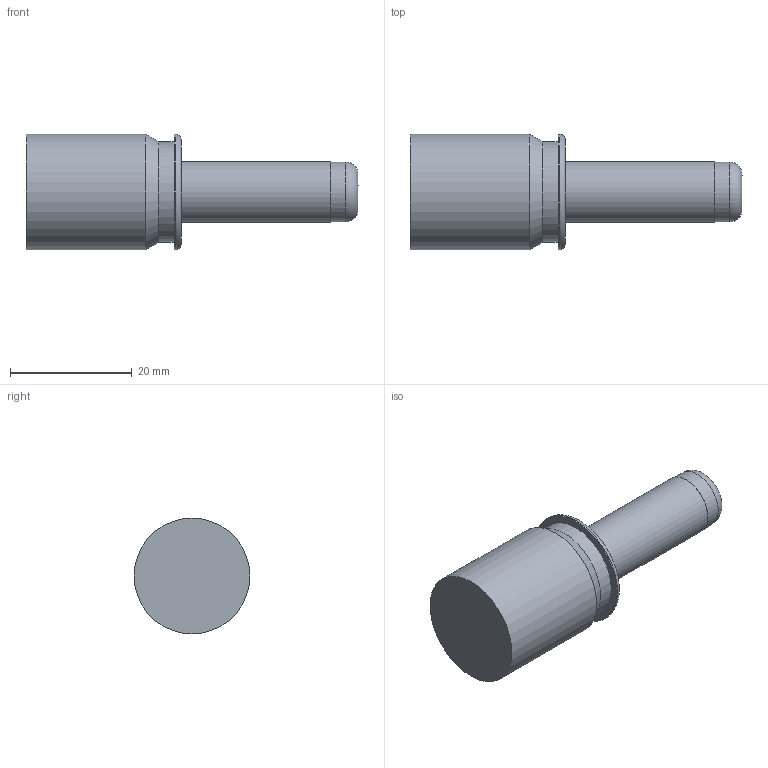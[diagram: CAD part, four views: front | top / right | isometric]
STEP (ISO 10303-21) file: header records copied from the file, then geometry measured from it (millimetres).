
FILE_DESCRIPTION(/* description */ (''),/* implementation_level */ '2;1');
FILE_NAME(/* name */ 'n 01 100 6003 001.stp',/* time_stamp */ '2017-09-13T10:26:14+02:00',/* author */ (''),/* organization */ (''),/* preprocessor_version */ 'ST-DEVELOPER v15',/* originating_system */ 'SIEMENS PLM Software NX 9.0',/* authorisation */ '');
FILE_SCHEMA (('CONFIG_CONTROL_DESIGN'));
Length unit declared in the file: millimetre
Products named in the file (1): n 01 100 6003 001nxm001-05
Bounding box: 54.5 x 19 x 19 mm (x, y, z)
Volume: 8340.4 mm3; surface area: 3573.6 mm2
Topology: 1 solids, 1 shells, 14 faces, 27 edges, 17 vertices
Faces by surface type: cylinder 6, plane 4, cone 2, bspline 1, torus 1
Full cylindrical faces by diameter (mm): 6 x1, 9.8 x1, 10 x1, 16.5 x1, 19 x2
Entity records: 392 total; most frequent: CARTESIAN_POINT 76, DIRECTION 54, AXIS2_PLACEMENT_3D 27, FACE_BOUND 26, EDGE_LOOP 26, ORIENTED_EDGE 26, ADVANCED_FACE 14, VERTEX_POINT 14
